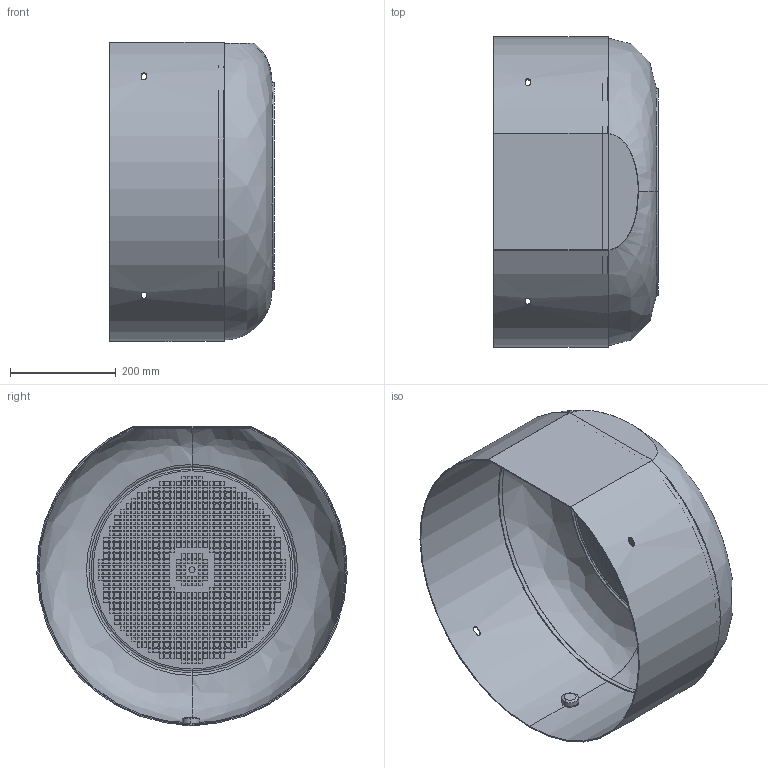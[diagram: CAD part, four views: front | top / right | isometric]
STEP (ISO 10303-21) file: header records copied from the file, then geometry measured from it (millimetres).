
FILE_DESCRIPTION (( 'STEP AP214' ), '1' );
FILE_NAME ('MTAP2-SHROUD-449.STEP', '2018-11-05T16:01:23', ( '' ), ( '' ), 'SwSTEP 2.0', 'SolidWorks 2017', '' );
FILE_SCHEMA (( 'AUTOMOTIVE_DESIGN' ));
Length unit declared in the file: inch
Products named in the file (1): MTAP2-SHROUD-449
Bounding box: 312 x 586.88 x 566.93 mm (x, y, z)
Volume: 1487334.6 mm3; surface area: 1586157.8 mm2
Topology: 3 solids, 3 shells, 7628 faces, 20326 edges, 13546 vertices
Faces by surface type: plane 4222, cylinder 3388, bspline 16, cone 2
Entity records: 240552 total; most frequent: CARTESIAN_POINT 43219, DIRECTION 42308, ORIENTED_EDGE 40652, EDGE_CURVE 20326, AXIS2_PLACEMENT_3D 14409, VERTEX_POINT 13546, VECTOR 13490, LINE 13490
